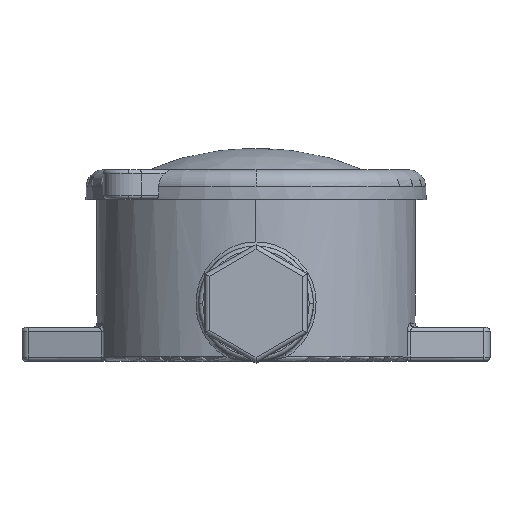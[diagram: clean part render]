
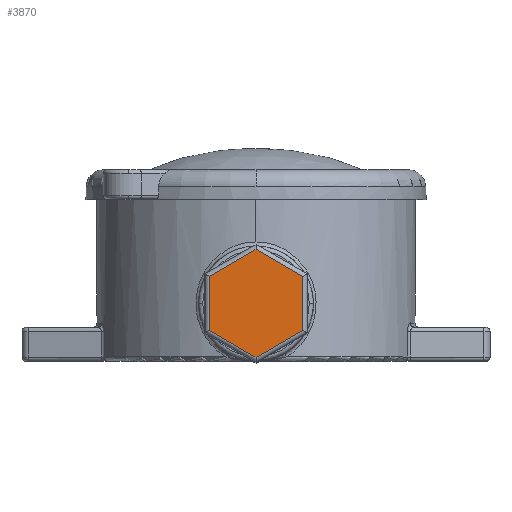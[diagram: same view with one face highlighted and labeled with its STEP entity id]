
A CAD part, top view. The second image highlights one B-rep face of the part: STEP entity #3870.
In plain terms, the highlighted planar face has unit normal (0, 0, 1).
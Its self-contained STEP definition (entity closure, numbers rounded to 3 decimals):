
#32 = CARTESIAN_POINT ( 'NONE',  ( 11., 7.149, 67. ) ) ;
#171 = ORIENTED_EDGE ( 'NONE', *, *, #2885, .T. ) ;
#184 = EDGE_CURVE ( 'NONE', #4772, #3999, #5336, .T. ) ;
#198 = VERTEX_POINT ( 'NONE', #32 ) ;
#288 = DIRECTION ( 'NONE',  ( -0.866, 0.5, 0. ) ) ;
#300 = DIRECTION ( 'NONE',  ( 0., 0., 1. ) ) ;
#446 = CARTESIAN_POINT ( 'NONE',  ( 11., 19.851, 67. ) ) ;
#621 = EDGE_CURVE ( 'NONE', #2652, #5425, #1846, .T. ) ;
#687 = VECTOR ( 'NONE', #5373, 1000. ) ;
#973 = CARTESIAN_POINT ( 'NONE',  ( -11., 7.149, 67. ) ) ;
#1115 = VECTOR ( 'NONE', #3470, 1000. ) ;
#1177 = ORIENTED_EDGE ( 'NONE', *, *, #5731, .T. ) ;
#1220 = ORIENTED_EDGE ( 'NONE', *, *, #621, .T. ) ;
#1246 = CARTESIAN_POINT ( 'NONE',  ( 11.346, 19.651, 67. ) ) ;
#1259 = CARTESIAN_POINT ( 'NONE',  ( -11., 19.851, 67. ) ) ;
#1313 = CARTESIAN_POINT ( 'NONE',  ( -0.346, 0.599, 67. ) ) ;
#1385 = VECTOR ( 'NONE', #288, 1000. ) ;
#1627 = LINE ( 'NONE', #1246, #1385 ) ;
#1846 = LINE ( 'NONE', #4026, #4599 ) ;
#2253 = CARTESIAN_POINT ( 'NONE',  ( 0., 0.798, 67. ) ) ;
#2629 = CARTESIAN_POINT ( 'NONE',  ( 11., 0., 67. ) ) ;
#2652 = VERTEX_POINT ( 'NONE', #973 ) ;
#2885 = EDGE_CURVE ( 'NONE', #5407, #4772, #1627, .T. ) ;
#3003 = LINE ( 'NONE', #2629, #4373 ) ;
#3185 = AXIS2_PLACEMENT_3D ( 'NONE', #4186, #300, #3420 ) ;
#3357 = VECTOR ( 'NONE', #4112, 1000. ) ;
#3420 = DIRECTION ( 'NONE',  ( -1., 0., 0. ) ) ;
#3470 = DIRECTION ( 'NONE',  ( -0.866, -0.5, 0. ) ) ;
#3538 = DIRECTION ( 'NONE',  ( 0.866, -0.5, 0. ) ) ;
#3870 = ADVANCED_FACE ( 'NONE', ( #4755 ), #5635, .T. ) ;
#3999 = VERTEX_POINT ( 'NONE', #1259 ) ;
#4018 = CARTESIAN_POINT ( 'NONE',  ( -11.346, 19.651, 67. ) ) ;
#4026 = CARTESIAN_POINT ( 'NONE',  ( 0.346, 0.599, 67. ) ) ;
#4112 = DIRECTION ( 'NONE',  ( 0.866, 0.5, 0. ) ) ;
#4186 = CARTESIAN_POINT ( 'NONE',  ( 0., 0., 67. ) ) ;
#4327 = ORIENTED_EDGE ( 'NONE', *, *, #5589, .T. ) ;
#4373 = VECTOR ( 'NONE', #4717, 1000. ) ;
#4404 = ORIENTED_EDGE ( 'NONE', *, *, #5304, .T. ) ;
#4519 = LINE ( 'NONE', #1313, #3357 ) ;
#4559 = CARTESIAN_POINT ( 'NONE',  ( -11., 0., 67. ) ) ;
#4599 = VECTOR ( 'NONE', #3538, 1000. ) ;
#4717 = DIRECTION ( 'NONE',  ( 0., 1., 0. ) ) ;
#4755 = FACE_OUTER_BOUND ( 'NONE', #5633, .T. ) ;
#4772 = VERTEX_POINT ( 'NONE', #4818 ) ;
#4818 = CARTESIAN_POINT ( 'NONE',  ( 0., 26.202, 67. ) ) ;
#4840 = LINE ( 'NONE', #4559, #687 ) ;
#5304 = EDGE_CURVE ( 'NONE', #3999, #2652, #4840, .T. ) ;
#5336 = LINE ( 'NONE', #4018, #1115 ) ;
#5373 = DIRECTION ( 'NONE',  ( 0., -1., 0. ) ) ;
#5407 = VERTEX_POINT ( 'NONE', #446 ) ;
#5425 = VERTEX_POINT ( 'NONE', #2253 ) ;
#5589 = EDGE_CURVE ( 'NONE', #198, #5407, #3003, .T. ) ;
#5633 = EDGE_LOOP ( 'NONE', ( #1220, #1177, #4327, #171, #5665, #4404 ) ) ;
#5635 = PLANE ( 'NONE',  #3185 ) ;
#5665 = ORIENTED_EDGE ( 'NONE', *, *, #184, .T. ) ;
#5731 = EDGE_CURVE ( 'NONE', #5425, #198, #4519, .T. ) ;
